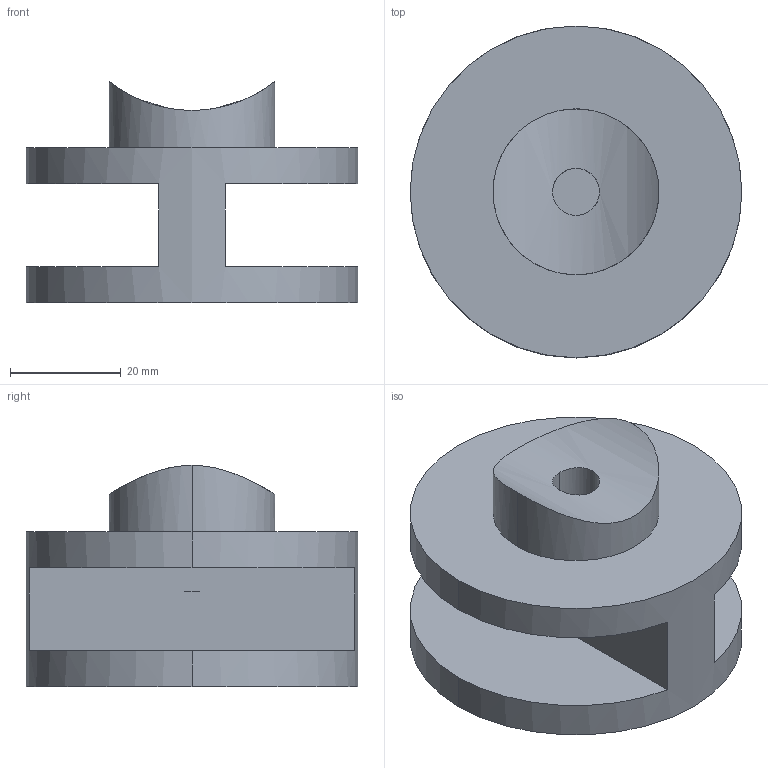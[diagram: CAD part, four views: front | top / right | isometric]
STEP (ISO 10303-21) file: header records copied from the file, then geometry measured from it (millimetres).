
FILE_DESCRIPTION((''),'2;1');
FILE_NAME('GLASKLEMME_RUND_MODELL_40','2019-04-16T08:35:00',('wgogel'),('Gerresheimer Regensburg GmbH'),'CREO PARAMETRIC BY PTC INC, 2018190','CREO PARAMETRIC BY PTC INC, 2018190','');
FILE_SCHEMA(('CONFIG_CONTROL_DESIGN','SHAPE_APPEARANCE_LAYERS_GROUPS'));
Length unit declared in the file: millimetre
Products named in the file (1): GLASKLEMME_RUND_MODELL_40
Bounding box: 60 x 60 x 40 mm (x, y, z)
Volume: 52096.7 mm3; surface area: 15935.7 mm2
Topology: 1 solids, 1 shells, 18 faces, 44 edges, 34 vertices
Faces by surface type: plane 9, cylinder 7, cone 2
Entity records: 731 total; most frequent: CARTESIAN_POINT 189, DIRECTION 96, ORIENTED_EDGE 80, COLOUR_RGB 41, EDGE_CURVE 40, AXIS2_PLACEMENT_3D 37, VERTEX_POINT 26, VECTOR 22
